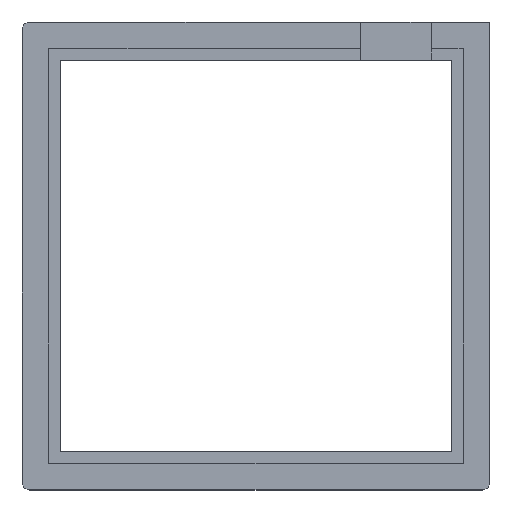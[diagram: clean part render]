
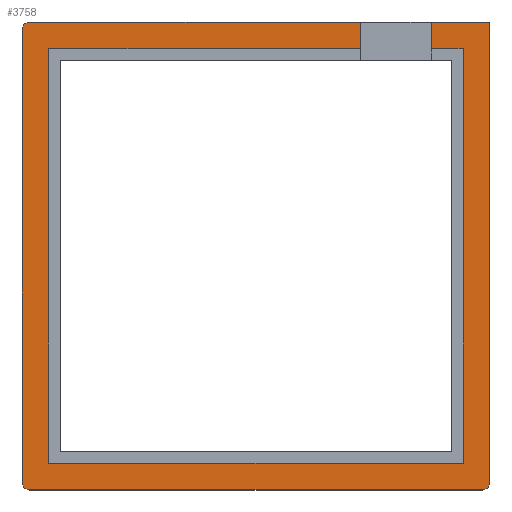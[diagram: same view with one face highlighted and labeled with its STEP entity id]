
A CAD part, top view. The second image highlights one B-rep face of the part: STEP entity #3758.
In plain terms, the highlighted planar face has unit normal (0, 0, 1).
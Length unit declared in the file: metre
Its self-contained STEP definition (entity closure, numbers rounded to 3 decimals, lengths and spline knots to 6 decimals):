
#126=CIRCLE('',#4005,0.002);
#127=CIRCLE('',#4006,0.002);
#128=CIRCLE('',#4007,0.002);
#473=ORIENTED_EDGE('',*,*,#1605,.F.);
#474=ORIENTED_EDGE('',*,*,#1623,.T.);
#475=ORIENTED_EDGE('',*,*,#1500,.T.);
#476=ORIENTED_EDGE('',*,*,#1624,.T.);
#477=ORIENTED_EDGE('',*,*,#1622,.T.);
#478=ORIENTED_EDGE('',*,*,#1625,.T.);
#479=ORIENTED_EDGE('',*,*,#1612,.F.);
#480=ORIENTED_EDGE('',*,*,#1609,.F.);
#481=ORIENTED_EDGE('',*,*,#1626,.T.);
#482=ORIENTED_EDGE('',*,*,#1602,.T.);
#483=ORIENTED_EDGE('',*,*,#1627,.T.);
#484=ORIENTED_EDGE('',*,*,#1628,.F.);
#485=ORIENTED_EDGE('',*,*,#1629,.F.);
#486=ORIENTED_EDGE('',*,*,#1630,.T.);
#487=ORIENTED_EDGE('',*,*,#1631,.F.);
#1500=EDGE_CURVE('',#2073,#2076,#2430,.T.);
#1602=EDGE_CURVE('',#2175,#2177,#2483,.T.);
#1605=EDGE_CURVE('',#2180,#2181,#2486,.T.);
#1609=EDGE_CURVE('',#2184,#2185,#2490,.T.);
#1612=EDGE_CURVE('',#2185,#2187,#2493,.T.);
#1622=EDGE_CURVE('',#2193,#2196,#2502,.T.);
#1623=EDGE_CURVE('',#2180,#2073,#126,.T.);
#1624=EDGE_CURVE('',#2076,#2193,#127,.T.);
#1625=EDGE_CURVE('',#2196,#2187,#128,.T.);
#1626=EDGE_CURVE('',#2184,#2175,#2503,.T.);
#1627=EDGE_CURVE('',#2177,#2197,#2504,.T.);
#1628=EDGE_CURVE('',#2198,#2197,#2505,.T.);
#1629=EDGE_CURVE('',#2199,#2198,#2506,.T.);
#1630=EDGE_CURVE('',#2199,#2200,#2507,.T.);
#1631=EDGE_CURVE('',#2181,#2200,#2508,.T.);
#2073=VERTEX_POINT('',#5159);
#2076=VERTEX_POINT('',#5164);
#2175=VERTEX_POINT('',#5438);
#2177=VERTEX_POINT('',#5442);
#2180=VERTEX_POINT('',#5449);
#2181=VERTEX_POINT('',#5451);
#2184=VERTEX_POINT('',#5457);
#2185=VERTEX_POINT('',#5459);
#2187=VERTEX_POINT('',#5465);
#2193=VERTEX_POINT('',#5479);
#2196=VERTEX_POINT('',#5484);
#2197=VERTEX_POINT('',#5492);
#2198=VERTEX_POINT('',#5494);
#2199=VERTEX_POINT('',#5496);
#2200=VERTEX_POINT('',#5498);
#2430=LINE('',#5165,#2830);
#2483=LINE('',#5443,#2883);
#2486=LINE('',#5450,#2886);
#2490=LINE('',#5458,#2890);
#2493=LINE('',#5464,#2893);
#2502=LINE('',#5485,#2902);
#2503=LINE('',#5490,#2903);
#2504=LINE('',#5491,#2904);
#2505=LINE('',#5493,#2905);
#2506=LINE('',#5495,#2906);
#2507=LINE('',#5497,#2907);
#2508=LINE('',#5499,#2908);
#2830=VECTOR('',#4244,1.);
#2883=VECTOR('',#4329,1.);
#2886=VECTOR('',#4334,1.);
#2890=VECTOR('',#4338,1.);
#2893=VECTOR('',#4343,1.);
#2902=VECTOR('',#4356,1.);
#2903=VECTOR('',#4365,1.);
#2904=VECTOR('',#4366,1.);
#2905=VECTOR('',#4367,1.);
#2906=VECTOR('',#4368,1.);
#2907=VECTOR('',#4369,1.);
#2908=VECTOR('',#4370,1.);
#3208=EDGE_LOOP('',(#473,#474,#475,#476,#477,#478,#479,#480,#481,#482,#483,
#484,#485,#486,#487));
#3430=FACE_BOUND('',#3208,.T.);
#3639=PLANE('',#4004);
#3758=ADVANCED_FACE('',(#3430),#3639,.T.);
#4004=AXIS2_PLACEMENT_3D('',#5486,#4357,#4358);
#4005=AXIS2_PLACEMENT_3D('',#5487,#4359,#4360);
#4006=AXIS2_PLACEMENT_3D('',#5488,#4361,#4362);
#4007=AXIS2_PLACEMENT_3D('',#5489,#4363,#4364);
#4244=DIRECTION('',(0.,-1.,0.));
#4329=DIRECTION('',(1.,0.,0.));
#4334=DIRECTION('',(1.,0.,0.));
#4338=DIRECTION('',(1.,0.,0.));
#4343=DIRECTION('',(0.,-1.,0.));
#4356=DIRECTION('',(1.,0.,0.));
#4357=DIRECTION('',(0.,0.,1.));
#4358=DIRECTION('',(1.,0.,0.));
#4359=DIRECTION('',(0.,0.,1.));
#4360=DIRECTION('',(1.,0.,0.));
#4361=DIRECTION('',(0.,0.,1.));
#4362=DIRECTION('',(1.,0.,0.));
#4363=DIRECTION('',(0.,0.,1.));
#4364=DIRECTION('',(1.,0.,0.));
#4365=DIRECTION('',(0.,-1.,0.));
#4366=DIRECTION('',(0.,-1.,0.));
#4367=DIRECTION('',(1.,0.,0.));
#4368=DIRECTION('',(0.,-1.,0.));
#4369=DIRECTION('',(1.,0.,0.));
#4370=DIRECTION('',(0.,-1.,0.));
#5159=CARTESIAN_POINT('',(-0.061,0.057833,0.0166));
#5164=CARTESIAN_POINT('',(-0.061,-0.060167,0.0166));
#5165=CARTESIAN_POINT('',(-0.061,-0.001167,0.0166));
#5438=CARTESIAN_POINT('',(0.0457,0.052833,0.0166));
#5442=CARTESIAN_POINT('',(0.054,0.052833,0.0166));
#5443=CARTESIAN_POINT('',(0.,0.052833,0.0166));
#5449=CARTESIAN_POINT('',(-0.059,0.059833,0.0166));
#5450=CARTESIAN_POINT('',(0.,0.059833,0.0166));
#5451=CARTESIAN_POINT('',(0.0272,0.059833,0.0166));
#5457=CARTESIAN_POINT('',(0.0457,0.059833,0.0166));
#5458=CARTESIAN_POINT('',(0.,0.059833,0.0166));
#5459=CARTESIAN_POINT('',(0.061,0.059833,0.0166));
#5464=CARTESIAN_POINT('',(0.061,-0.001167,0.0166));
#5465=CARTESIAN_POINT('',(0.061,-0.060167,0.0166));
#5479=CARTESIAN_POINT('',(-0.059,-0.062167,0.0166));
#5484=CARTESIAN_POINT('',(0.059,-0.062167,0.0166));
#5485=CARTESIAN_POINT('',(0.,-0.062167,0.0166));
#5486=CARTESIAN_POINT('',(0.,-0.001167,0.0166));
#5487=CARTESIAN_POINT('',(-0.059,0.057833,0.0166));
#5488=CARTESIAN_POINT('',(-0.059,-0.060167,0.0166));
#5489=CARTESIAN_POINT('',(0.059,-0.060167,0.0166));
#5490=CARTESIAN_POINT('',(0.0457,0.056333,0.0166));
#5491=CARTESIAN_POINT('',(0.054,-0.001167,0.0166));
#5492=CARTESIAN_POINT('',(0.054,-0.055167,0.0166));
#5493=CARTESIAN_POINT('',(0.,-0.055167,0.0166));
#5494=CARTESIAN_POINT('',(-0.054,-0.055167,0.0166));
#5495=CARTESIAN_POINT('',(-0.054,-0.001167,0.0166));
#5496=CARTESIAN_POINT('',(-0.054,0.052833,0.0166));
#5497=CARTESIAN_POINT('',(0.,0.052833,0.0166));
#5498=CARTESIAN_POINT('',(0.0272,0.052833,0.0166));
#5499=CARTESIAN_POINT('',(0.0272,0.056333,0.0166));
